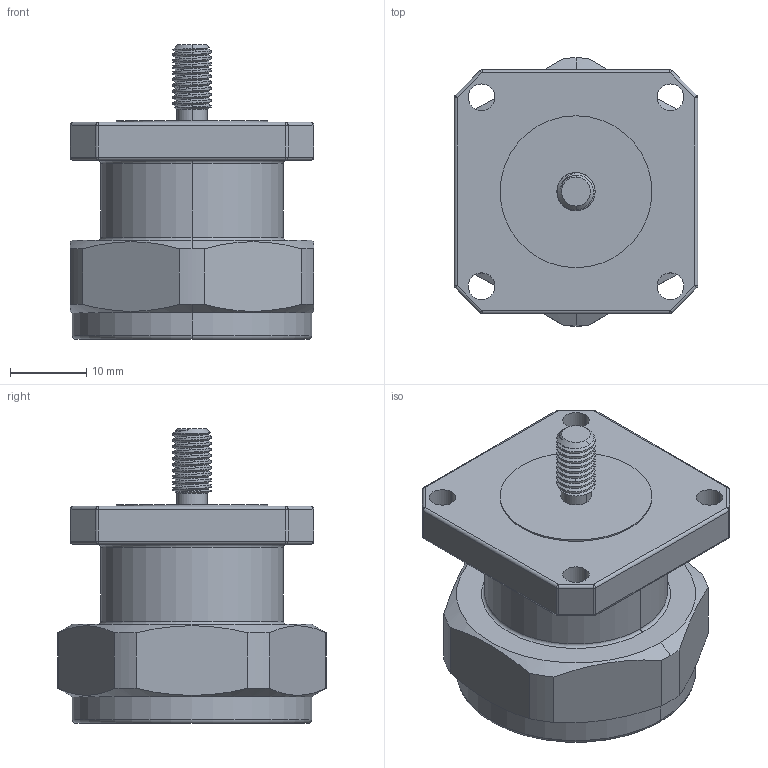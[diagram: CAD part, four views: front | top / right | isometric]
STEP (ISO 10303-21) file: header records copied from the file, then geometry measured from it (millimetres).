
FILE_DESCRIPTION((''),'2;1');
FILE_NAME('PRT0001','2021-09-02T',('1111'),(''),'PRO/ENGINEER BY PARAMETRIC TECHNOLOGY CORPORATION, 2012090','PRO/ENGINEER BY PARAMETRIC TECHNOLOGY CORPORATION, 2012090','');
FILE_SCHEMA(('CONFIG_CONTROL_DESIGN'));
Length unit declared in the file: millimetre
Products named in the file (1): PRT0001
Bounding box: 32 x 35.2 x 38.7 mm (x, y, z)
Volume: 16887.7 mm3; surface area: 7645.7 mm2
Topology: 1 solids, 1 shells, 157 faces, 363 edges, 217 vertices
Faces by surface type: cylinder 81, plane 27, sphere 16, cone 14, torus 10, bspline 9
Entity records: 7234 total; most frequent: CARTESIAN_POINT 3701, DIRECTION 726, ORIENTED_EDGE 726, EDGE_CURVE 363, AXIS2_PLACEMENT_3D 296, VERTEX_POINT 217, EDGE_LOOP 174, FACE_OUTER_BOUND 157
